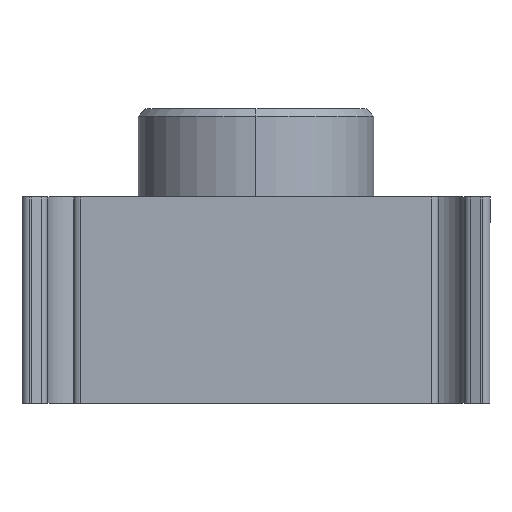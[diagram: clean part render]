
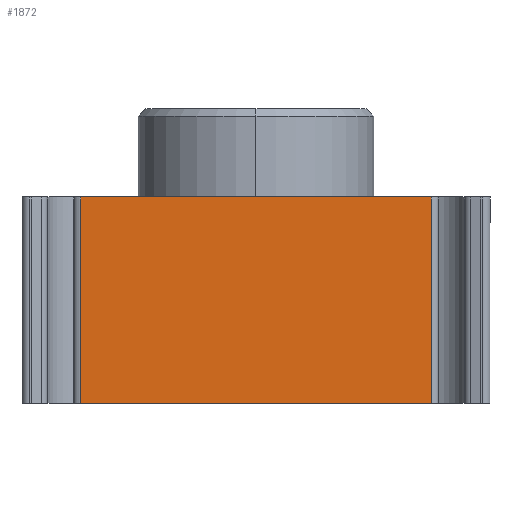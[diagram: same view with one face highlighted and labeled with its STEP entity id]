
A CAD part, left-side view. The second image highlights one B-rep face of the part: STEP entity #1872.
In plain terms, the highlighted planar face has unit normal (-1, 0, 0).
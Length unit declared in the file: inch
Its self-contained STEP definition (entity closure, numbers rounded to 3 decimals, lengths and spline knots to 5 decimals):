
#27 = VERTEX_POINT ( 'NONE', #2708 ) ;
#134 = CARTESIAN_POINT ( 'NONE',  ( -1.10095, -0.52026, 1.61071 ) ) ;
#185 = CARTESIAN_POINT ( 'NONE',  ( -1.10095, -0.52026, 1.61071 ) ) ;
#218 = VECTOR ( 'NONE', #415, 39.37008 ) ;
#359 = DIRECTION ( 'NONE',  ( 1., 0., 0. ) ) ;
#371 = LINE ( 'NONE', #1466, #2055 ) ;
#415 = DIRECTION ( 'NONE',  ( 0., 0., -1. ) ) ;
#438 = CARTESIAN_POINT ( 'NONE',  ( -1.10095, -0.05279, 1.61071 ) ) ;
#442 = VECTOR ( 'NONE', #876, 39.37008 ) ;
#876 = DIRECTION ( 'NONE',  ( 0., 0., -1. ) ) ;
#929 = AXIS2_PLACEMENT_3D ( 'NONE', #134, #359, #2578 ) ;
#1035 = LINE ( 'NONE', #438, #442 ) ;
#1169 = LINE ( 'NONE', #1493, #2265 ) ;
#1219 = EDGE_CURVE ( 'NONE', #2512, #27, #1169, .T. ) ;
#1281 = EDGE_CURVE ( 'NONE', #2052, #2145, #371, .T. ) ;
#1408 = FACE_OUTER_BOUND ( 'NONE', #2393, .T. ) ;
#1466 = CARTESIAN_POINT ( 'NONE',  ( -1.10095, -0.52026, 0.61071 ) ) ;
#1493 = CARTESIAN_POINT ( 'NONE',  ( -1.10095, -0.59903, 0.8863 ) ) ;
#1586 = PLANE ( 'NONE',  #929 ) ;
#1702 = DIRECTION ( 'NONE',  ( 0., -1., 0. ) ) ;
#1714 = DIRECTION ( 'NONE',  ( 0., 1., 0. ) ) ;
#1765 = CARTESIAN_POINT ( 'NONE',  ( -1.10095, -0.52026, 0.61071 ) ) ;
#1872 = ADVANCED_FACE ( 'NONE', ( #1408 ), #1586, .F. ) ;
#1922 = LINE ( 'NONE', #185, #218 ) ;
#2011 = CARTESIAN_POINT ( 'NONE',  ( -1.10095, -0.52026, 0.8863 ) ) ;
#2052 = VERTEX_POINT ( 'NONE', #2186 ) ;
#2055 = VECTOR ( 'NONE', #1702, 39.37008 ) ;
#2145 = VERTEX_POINT ( 'NONE', #1765 ) ;
#2186 = CARTESIAN_POINT ( 'NONE',  ( -1.10095, -0.05279, 0.61071 ) ) ;
#2218 = ORIENTED_EDGE ( 'NONE', *, *, #2957, .F. ) ;
#2265 = VECTOR ( 'NONE', #1714, 39.37008 ) ;
#2334 = ORIENTED_EDGE ( 'NONE', *, *, #1281, .T. ) ;
#2391 = ORIENTED_EDGE ( 'NONE', *, *, #1219, .T. ) ;
#2393 = EDGE_LOOP ( 'NONE', ( #2391, #2493, #2334, #2218 ) ) ;
#2493 = ORIENTED_EDGE ( 'NONE', *, *, #2993, .T. ) ;
#2512 = VERTEX_POINT ( 'NONE', #2011 ) ;
#2578 = DIRECTION ( 'NONE',  ( 0., 1., 0. ) ) ;
#2708 = CARTESIAN_POINT ( 'NONE',  ( -1.10095, -0.05279, 0.8863 ) ) ;
#2957 = EDGE_CURVE ( 'NONE', #2512, #2145, #1922, .T. ) ;
#2993 = EDGE_CURVE ( 'NONE', #27, #2052, #1035, .T. ) ;
